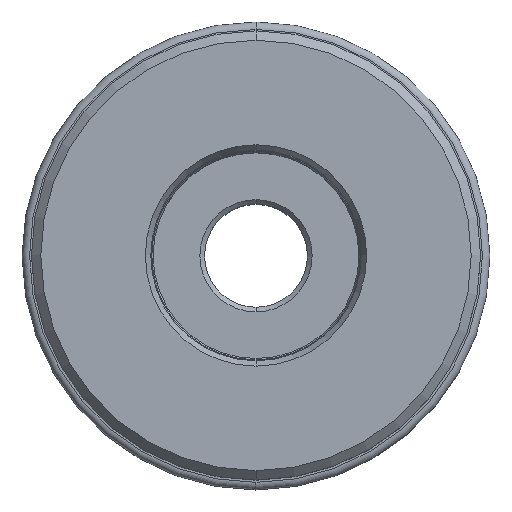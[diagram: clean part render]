
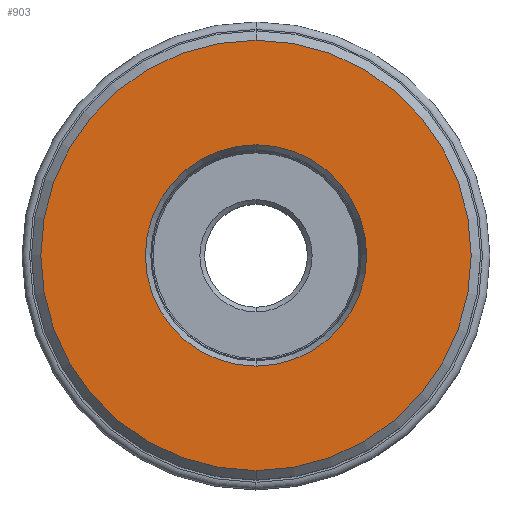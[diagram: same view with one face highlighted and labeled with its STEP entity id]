
A CAD part, top view. The second image highlights one B-rep face of the part: STEP entity #903.
In plain terms, the highlighted planar face has unit normal (0, 0, 1).
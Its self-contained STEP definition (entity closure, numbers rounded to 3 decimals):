
#39=CARTESIAN_POINT('',(0.,0.,0.));
#40=DIRECTION('',(0.,0.,-1.));
#41=DIRECTION('',(0.,1.,0.));
#42=AXIS2_PLACEMENT_3D('',#39,#40,#41);
#48=CARTESIAN_POINT('',(0.,0.,0.));
#49=DIRECTION('',(0.,0.,-1.));
#50=DIRECTION('',(0.,-1.,0.));
#51=AXIS2_PLACEMENT_3D('',#48,#49,#50);
#70=CARTESIAN_POINT('',(0.,0.,0.));
#71=DIRECTION('',(0.,0.,-1.));
#72=DIRECTION('',(0.,1.,0.));
#73=AXIS2_PLACEMENT_3D('',#70,#71,#72);
#78=CARTESIAN_POINT('',(0.,0.,0.));
#79=DIRECTION('',(0.,0.,1.));
#80=DIRECTION('',(0.,1.,0.));
#81=AXIS2_PLACEMENT_3D('',#78,#79,#80);
#778=CARTESIAN_POINT('',(0.,23.,0.));
#780=VERTEX_POINT('',#778);
#782=CARTESIAN_POINT('',(0.,-23.,0.));
#784=VERTEX_POINT('',#782);
#822=CARTESIAN_POINT('',(0.,11.827,0.));
#824=VERTEX_POINT('',#822);
#826=CARTESIAN_POINT('',(0.,-11.827,0.));
#828=VERTEX_POINT('',#826);
#886=CARTESIAN_POINT('',(0.,0.,0.));
#887=DIRECTION('',(0.,0.,1.));
#888=DIRECTION('',(0.,-1.,0.));
#889=AXIS2_PLACEMENT_3D('',#886,#887,#888);
#890=PLANE('',#889);
#892=ORIENTED_EDGE('',*,*,#891,.T.);
#894=ORIENTED_EDGE('',*,*,#893,.F.);
#895=EDGE_LOOP('',(#892,#894));
#896=FACE_OUTER_BOUND('',#895,.F.);
#898=ORIENTED_EDGE('',*,*,#897,.F.);
#900=ORIENTED_EDGE('',*,*,#899,.F.);
#901=EDGE_LOOP('',(#898,#900));
#902=FACE_BOUND('',#901,.F.);
#43=CIRCLE('',#42,11.827);
#52=CIRCLE('',#51,11.827);
#74=CIRCLE('',#73,23.);
#82=CIRCLE('',#81,23.);
#891=EDGE_CURVE('',#780,#784,#74,.T.);
#893=EDGE_CURVE('',#780,#784,#82,.T.);
#897=EDGE_CURVE('',#824,#828,#43,.T.);
#899=EDGE_CURVE('',#828,#824,#52,.T.);
#903=ADVANCED_FACE('',(#896,#902),#890,.T.);
